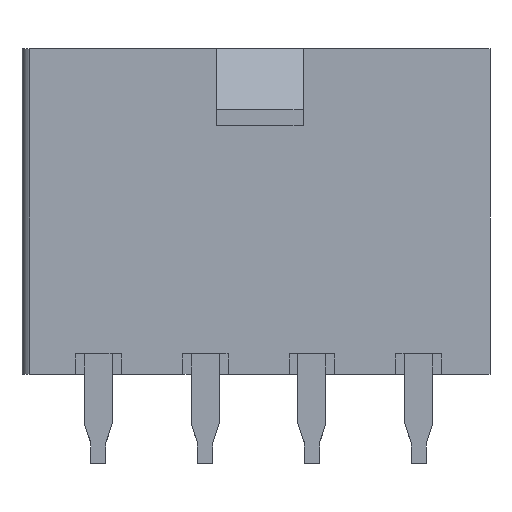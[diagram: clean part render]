
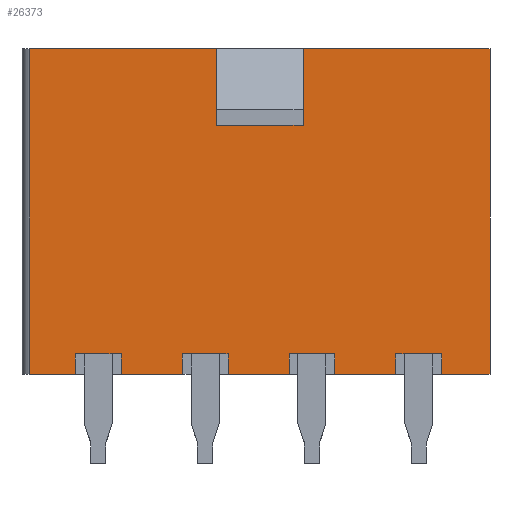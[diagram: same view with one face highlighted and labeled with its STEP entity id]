
A CAD part, front view. The second image highlights one B-rep face of the part: STEP entity #26373.
In plain terms, the highlighted planar face has unit normal (0, -1, 0).
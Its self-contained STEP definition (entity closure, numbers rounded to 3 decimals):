
#2287=ORIENTED_EDGE('',*,*,#7651,.F.);
#2288=ORIENTED_EDGE('',*,*,#7361,.T.);
#2289=ORIENTED_EDGE('',*,*,#7365,.T.);
#2290=ORIENTED_EDGE('',*,*,#7357,.T.);
#2291=ORIENTED_EDGE('',*,*,#7652,.F.);
#2292=ORIENTED_EDGE('',*,*,#7639,.T.);
#2293=ORIENTED_EDGE('',*,*,#7653,.T.);
#2294=ORIENTED_EDGE('',*,*,#7504,.F.);
#2295=ORIENTED_EDGE('',*,*,#7513,.F.);
#2296=ORIENTED_EDGE('',*,*,#7508,.T.);
#2297=ORIENTED_EDGE('',*,*,#7654,.T.);
#2298=ORIENTED_EDGE('',*,*,#7655,.F.);
#2299=ORIENTED_EDGE('',*,*,#7656,.F.);
#2300=ORIENTED_EDGE('',*,*,#7620,.T.);
#2301=ORIENTED_EDGE('',*,*,#7624,.T.);
#2302=ORIENTED_EDGE('',*,*,#7616,.T.);
#2303=ORIENTED_EDGE('',*,*,#7657,.F.);
#2304=ORIENTED_EDGE('',*,*,#7483,.T.);
#2305=ORIENTED_EDGE('',*,*,#7487,.T.);
#2306=ORIENTED_EDGE('',*,*,#7479,.T.);
#2307=ORIENTED_EDGE('',*,*,#7658,.F.);
#2308=ORIENTED_EDGE('',*,*,#7421,.T.);
#2309=ORIENTED_EDGE('',*,*,#7425,.T.);
#2310=ORIENTED_EDGE('',*,*,#7417,.T.);
#7357=EDGE_CURVE('',#10182,#10185,#12279,.T.);
#7361=EDGE_CURVE('',#10186,#10189,#12283,.T.);
#7365=EDGE_CURVE('',#10189,#10182,#12287,.T.);
#7417=EDGE_CURVE('',#10215,#10218,#12339,.T.);
#7421=EDGE_CURVE('',#10219,#10222,#12343,.T.);
#7425=EDGE_CURVE('',#10222,#10215,#12347,.T.);
#7479=EDGE_CURVE('',#10248,#10251,#12401,.T.);
#7483=EDGE_CURVE('',#10252,#10255,#12405,.T.);
#7487=EDGE_CURVE('',#10255,#10248,#12409,.T.);
#7504=EDGE_CURVE('',#10264,#10265,#12426,.T.);
#7508=EDGE_CURVE('',#10268,#10269,#12430,.T.);
#7513=EDGE_CURVE('',#10268,#10264,#12435,.T.);
#7616=EDGE_CURVE('',#10321,#10324,#12538,.T.);
#7620=EDGE_CURVE('',#10325,#10328,#12542,.T.);
#7624=EDGE_CURVE('',#10328,#10321,#12546,.T.);
#7639=EDGE_CURVE('',#10337,#10338,#12561,.T.);
#7651=EDGE_CURVE('',#10186,#10218,#12573,.T.);
#7652=EDGE_CURVE('',#10337,#10185,#12574,.T.);
#7653=EDGE_CURVE('',#10338,#10265,#12575,.T.);
#7654=EDGE_CURVE('',#10269,#10341,#12576,.T.);
#7655=EDGE_CURVE('',#10342,#10341,#12577,.T.);
#7656=EDGE_CURVE('',#10325,#10342,#12578,.T.);
#7657=EDGE_CURVE('',#10252,#10324,#12579,.T.);
#7658=EDGE_CURVE('',#10219,#10251,#12580,.T.);
#10182=VERTEX_POINT('',#35225);
#10185=VERTEX_POINT('',#35230);
#10186=VERTEX_POINT('',#35234);
#10189=VERTEX_POINT('',#35239);
#10215=VERTEX_POINT('',#35339);
#10218=VERTEX_POINT('',#35344);
#10219=VERTEX_POINT('',#35348);
#10222=VERTEX_POINT('',#35353);
#10248=VERTEX_POINT('',#35456);
#10251=VERTEX_POINT('',#35461);
#10252=VERTEX_POINT('',#35465);
#10255=VERTEX_POINT('',#35470);
#10264=VERTEX_POINT('',#35509);
#10265=VERTEX_POINT('',#35510);
#10268=VERTEX_POINT('',#35518);
#10269=VERTEX_POINT('',#35519);
#10321=VERTEX_POINT('',#35715);
#10324=VERTEX_POINT('',#35720);
#10325=VERTEX_POINT('',#35724);
#10328=VERTEX_POINT('',#35729);
#10337=VERTEX_POINT('',#35765);
#10338=VERTEX_POINT('',#35766);
#10341=VERTEX_POINT('',#35789);
#10342=VERTEX_POINT('',#35791);
#12279=LINE('',#35231,#14886);
#12283=LINE('',#35240,#14890);
#12287=LINE('',#35248,#14894);
#12339=LINE('',#35345,#14946);
#12343=LINE('',#35354,#14950);
#12347=LINE('',#35362,#14954);
#12401=LINE('',#35462,#15008);
#12405=LINE('',#35471,#15012);
#12409=LINE('',#35479,#15016);
#12426=LINE('',#35508,#15033);
#12430=LINE('',#35517,#15037);
#12435=LINE('',#35527,#15042);
#12538=LINE('',#35721,#15145);
#12542=LINE('',#35730,#15149);
#12546=LINE('',#35738,#15153);
#12561=LINE('',#35764,#15168);
#12573=LINE('',#35785,#15180);
#12574=LINE('',#35786,#15181);
#12575=LINE('',#35787,#15182);
#12576=LINE('',#35788,#15183);
#12577=LINE('',#35790,#15184);
#12578=LINE('',#35792,#15185);
#12579=LINE('',#35793,#15186);
#12580=LINE('',#35794,#15187);
#14886=VECTOR('',#29478,1000.);
#14890=VECTOR('',#29484,1000.);
#14894=VECTOR('',#29490,1000.);
#14946=VECTOR('',#29580,1000.);
#14950=VECTOR('',#29586,1000.);
#14954=VECTOR('',#29592,1000.);
#15008=VECTOR('',#29686,1000.);
#15012=VECTOR('',#29692,1000.);
#15016=VECTOR('',#29698,1000.);
#15033=VECTOR('',#29729,1000.);
#15037=VECTOR('',#29735,1000.);
#15042=VECTOR('',#29742,1000.);
#15145=VECTOR('',#29921,1000.);
#15149=VECTOR('',#29927,1000.);
#15153=VECTOR('',#29933,1000.);
#15168=VECTOR('',#29960,1000.);
#15180=VECTOR('',#29982,1000.);
#15181=VECTOR('',#29983,1000.);
#15182=VECTOR('',#29984,1000.);
#15183=VECTOR('',#29985,1000.);
#15184=VECTOR('',#29986,1000.);
#15185=VECTOR('',#29987,1000.);
#15186=VECTOR('',#29988,1000.);
#15187=VECTOR('',#29989,1000.);
#17000=EDGE_LOOP('',(#2287,#2288,#2289,#2290,#2291,#2292,#2293,#2294,#2295,
#2296,#2297,#2298,#2299,#2300,#2301,#2302,#2303,#2304,#2305,#2306,#2307,
#2308,#2309,#2310));
#17986=FACE_BOUND('',#17000,.T.);
#18939=PLANE('',#27335);
#26373=ADVANCED_FACE('',(#17986),#18939,.T.);
#27335=AXIS2_PLACEMENT_3D('',#35784,#29980,#29981);
#29478=DIRECTION('',(0.,0.,-1.));
#29484=DIRECTION('',(0.,0.,1.));
#29490=DIRECTION('',(1.,0.,0.));
#29580=DIRECTION('',(0.,0.,-1.));
#29586=DIRECTION('',(0.,0.,1.));
#29592=DIRECTION('',(1.,0.,0.));
#29686=DIRECTION('',(0.,0.,-1.));
#29692=DIRECTION('',(0.,0.,1.));
#29698=DIRECTION('',(1.,0.,0.));
#29729=DIRECTION('',(0.,0.,1.));
#29735=DIRECTION('',(0.,0.,1.));
#29742=DIRECTION('',(1.,0.,0.));
#29921=DIRECTION('',(0.,0.,-1.));
#29927=DIRECTION('',(0.,0.,1.));
#29933=DIRECTION('',(1.,0.,0.));
#29960=DIRECTION('',(0.,0.,1.));
#29980=DIRECTION('',(0.,-1.,0.));
#29981=DIRECTION('',(0.,0.,-1.));
#29982=DIRECTION('',(-1.,0.,0.));
#29983=DIRECTION('',(-1.,0.,0.));
#29984=DIRECTION('',(-1.,0.,0.));
#29985=DIRECTION('',(-1.,0.,0.));
#29986=DIRECTION('',(0.,0.,1.));
#29987=DIRECTION('',(-1.,0.,0.));
#29988=DIRECTION('',(-1.,0.,0.));
#29989=DIRECTION('',(-1.,0.,0.));
#35225=CARTESIAN_POINT('',(7.15,-4.8,-5.6));
#35230=CARTESIAN_POINT('',(7.15,-4.8,-6.4));
#35231=CARTESIAN_POINT('',(7.15,-4.8,-6.4));
#35234=CARTESIAN_POINT('',(5.35,-4.8,-6.4));
#35239=CARTESIAN_POINT('',(5.35,-4.8,-5.6));
#35240=CARTESIAN_POINT('',(5.35,-4.8,-6.4));
#35248=CARTESIAN_POINT('',(9.05,-4.8,-5.6));
#35339=CARTESIAN_POINT('',(2.95,-4.8,-5.6));
#35344=CARTESIAN_POINT('',(2.95,-4.8,-6.4));
#35345=CARTESIAN_POINT('',(2.95,-4.8,-6.4));
#35348=CARTESIAN_POINT('',(1.15,-4.8,-6.4));
#35353=CARTESIAN_POINT('',(1.15,-4.8,-5.6));
#35354=CARTESIAN_POINT('',(1.15,-4.8,-6.4));
#35362=CARTESIAN_POINT('',(9.05,-4.8,-5.6));
#35456=CARTESIAN_POINT('',(-1.25,-4.8,-5.6));
#35461=CARTESIAN_POINT('',(-1.25,-4.8,-6.4));
#35462=CARTESIAN_POINT('',(-1.25,-4.8,-6.4));
#35465=CARTESIAN_POINT('',(-3.05,-4.8,-6.4));
#35470=CARTESIAN_POINT('',(-3.05,-4.8,-5.6));
#35471=CARTESIAN_POINT('',(-3.05,-4.8,-6.4));
#35479=CARTESIAN_POINT('',(9.05,-4.8,-5.6));
#35508=CARTESIAN_POINT('',(1.7,-4.8,3.4));
#35509=CARTESIAN_POINT('',(1.7,-4.8,3.4));
#35510=CARTESIAN_POINT('',(1.7,-4.8,6.4));
#35517=CARTESIAN_POINT('',(-1.7,-4.8,3.4));
#35518=CARTESIAN_POINT('',(-1.7,-4.8,3.4));
#35519=CARTESIAN_POINT('',(-1.7,-4.8,6.4));
#35527=CARTESIAN_POINT('',(-1.7,-4.8,3.4));
#35715=CARTESIAN_POINT('',(-5.45,-4.8,-5.6));
#35720=CARTESIAN_POINT('',(-5.45,-4.8,-6.4));
#35721=CARTESIAN_POINT('',(-5.45,-4.8,-6.4));
#35724=CARTESIAN_POINT('',(-7.25,-4.8,-6.4));
#35729=CARTESIAN_POINT('',(-7.25,-4.8,-5.6));
#35730=CARTESIAN_POINT('',(-7.25,-4.8,-6.4));
#35738=CARTESIAN_POINT('',(9.05,-4.8,-5.6));
#35764=CARTESIAN_POINT('',(9.05,-4.8,-6.4));
#35765=CARTESIAN_POINT('',(9.05,-4.8,-6.4));
#35766=CARTESIAN_POINT('',(9.05,-4.8,6.4));
#35784=CARTESIAN_POINT('',(9.05,-4.8,-6.4));
#35785=CARTESIAN_POINT('',(9.05,-4.8,-6.4));
#35786=CARTESIAN_POINT('',(9.05,-4.8,-6.4));
#35787=CARTESIAN_POINT('',(9.05,-4.8,6.4));
#35788=CARTESIAN_POINT('',(9.05,-4.8,6.4));
#35789=CARTESIAN_POINT('',(-9.05,-4.8,6.4));
#35790=CARTESIAN_POINT('',(-9.05,-4.8,-6.4));
#35791=CARTESIAN_POINT('',(-9.05,-4.8,-6.4));
#35792=CARTESIAN_POINT('',(9.05,-4.8,-6.4));
#35793=CARTESIAN_POINT('',(9.05,-4.8,-6.4));
#35794=CARTESIAN_POINT('',(9.05,-4.8,-6.4));
